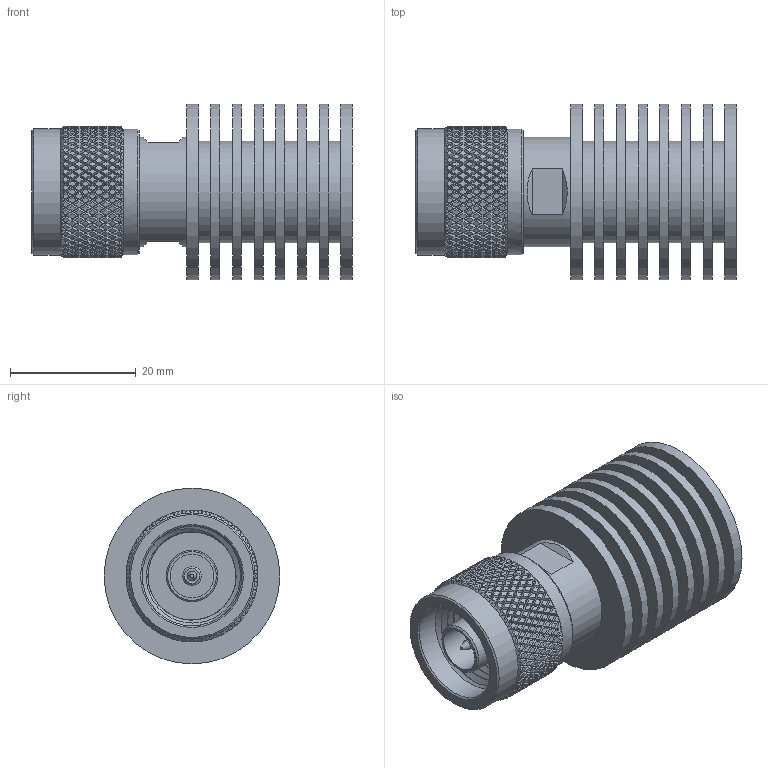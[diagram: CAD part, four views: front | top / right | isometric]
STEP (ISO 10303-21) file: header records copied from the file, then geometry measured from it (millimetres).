
FILE_DESCRIPTION (( 'STEP AP203' ), '1' );
FILE_NAME ('PE6185_3D.step', '2021-06-18T15:13:16', ( '' ), ( '' ), 'SwSTEP 2.0', 'SolidWorks 2020', '' );
FILE_SCHEMA (( 'CONFIG_CONTROL_DESIGN' ));
Products named in the file (1): PE6185_3D
Bounding box: 51 x 28 x 28 mm (x, y, z)
Volume: 16133.3 mm3; surface area: 11872.3 mm2
Topology: 1 solids, 1 shells, 2569 faces, 5378 edges, 2834 vertices
Faces by surface type: bspline 2003, cylinder 528, plane 29, cone 9
Full cylindrical faces by diameter (mm): 1.524 x1, 3.048 x1, 6.985 x1, 8.255 x1, 15.875 x5, 16.169 x7, 17.478 x1, 20.054 x1, 20.096 x1, 28 x8
Entity records: 113857 total; most frequent: CARTESIAN_POINT 81893, ORIENTED_EDGE 10650, EDGE_CURVE 5325, VERTEX_POINT 2817, EDGE_LOOP 2618, FACE_OUTER_BOUND 2587, ADVANCED_FACE 2564, B_SPLINE_CURVE_WITH_KNOTS 2206
